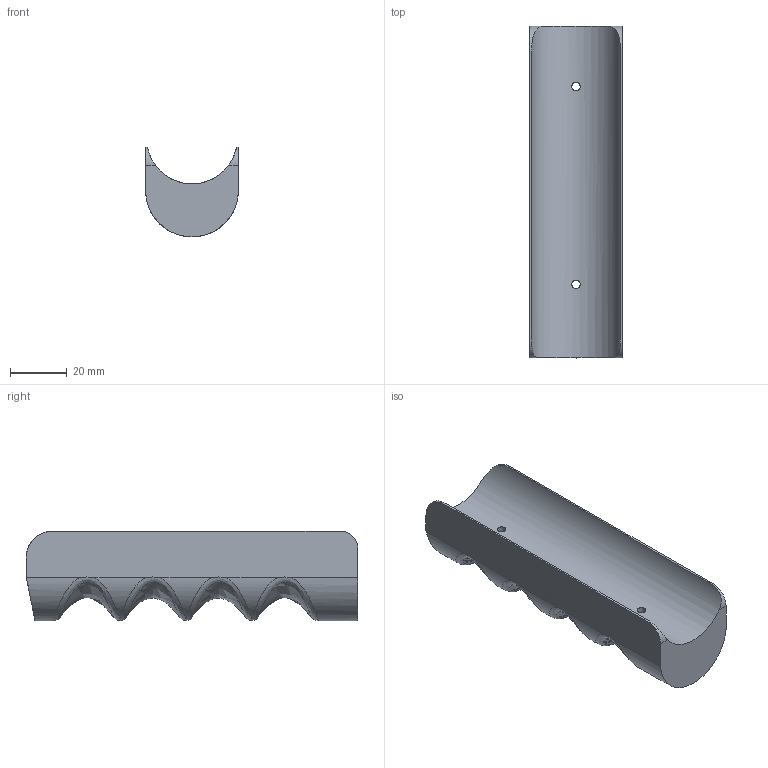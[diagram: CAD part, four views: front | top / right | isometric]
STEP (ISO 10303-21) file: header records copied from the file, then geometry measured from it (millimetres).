
FILE_DESCRIPTION(/* description */ (''),/* implementation_level */ '2;1');
FILE_NAME(/* name */ 'back_grip.step',/* time_stamp */ '2020-12-03T10:17:52+01:00',/* author */ (''),/* organization */ (''),/* preprocessor_version */ 'ST-DEVELOPER v18.1',/* originating_system */ 'Autodesk Translation Framework v9.3.0.1241',/* authorisation */ '');
FILE_SCHEMA (('AUTOMOTIVE_DESIGN { 1 0 10303 214 3 1 1 }'));
Length unit declared in the file: millimetre
Products named in the file (1): back_grip
Bounding box: 32.77 x 117.47 x 31.75 mm (x, y, z)
Volume: 60858 mm3; surface area: 16274.3 mm2
Topology: 1 solids, 1 shells, 35 faces, 95 edges, 64 vertices
Faces by surface type: cylinder 17, plane 10, bspline 8
Full cylindrical faces by diameter (mm): 3 x2, 6 x2
Entity records: 3602 total; most frequent: CARTESIAN_POINT 2771, ORIENTED_EDGE 190, DIRECTION 118, EDGE_CURVE 95, VERTEX_POINT 64, B_SPLINE_CURVE_WITH_KNOTS 46, EDGE_LOOP 41, AXIS2_PLACEMENT_3D 41
